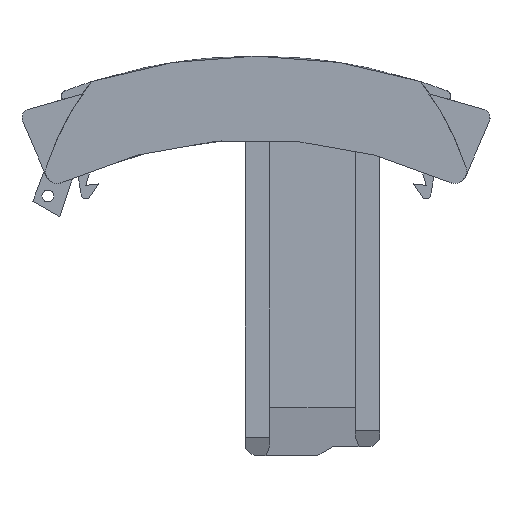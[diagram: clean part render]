
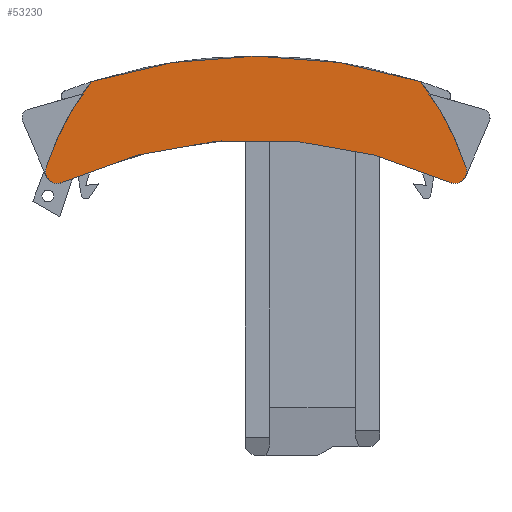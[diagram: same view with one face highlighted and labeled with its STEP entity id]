
A CAD part, left-side view. The second image highlights one B-rep face of the part: STEP entity #53230.
In plain terms, the highlighted planar face has unit normal (-1, 0, 0).
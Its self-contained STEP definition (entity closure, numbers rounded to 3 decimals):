
#17350=CARTESIAN_POINT('',(0.,71.783,
45.924));
#17360=VERTEX_POINT('',#17350);
#17390=CARTESIAN_POINT('',(0.,39.28,
-24.101));
#17400=DIRECTION('',(1.,0.,0.));
#17410=DIRECTION('',(0.,-0.995,
-0.105));
#17420=AXIS2_PLACEMENT_3D('',#17390,#17400,#17410);
#17430=CIRCLE('',#17420,77.2);
#17440=CARTESIAN_POINT('',(0.,6.777,
45.924));
#17450=VERTEX_POINT('',#17440);
#17460=EDGE_CURVE('',#17360,#17450,#17430,.T.);
#21870=CARTESIAN_POINT('',(0.,11.689,
62.825));
#21880=VERTEX_POINT('',#21870);
#21910=CARTESIAN_POINT('',(0.,39.28,
-24.101));
#21920=DIRECTION('',(-1.,0.,0.));
#21930=DIRECTION('',(0.,1.,0.));
#21940=AXIS2_PLACEMENT_3D('',#21910,#21920,#21930);
#21950=CIRCLE('',#21940,91.2);
#21960=CARTESIAN_POINT('',(0.,66.871,
62.825));
#21970=VERTEX_POINT('',#21960);
#21980=EDGE_CURVE('',#21880,#21970,#21950,.T.);
#50360=CARTESIAN_POINT('',(0.,5.935,
47.738));
#50370=DIRECTION('',(1.,0.,0.));
#50380=DIRECTION('',(0.,1.,0.));
#50390=AXIS2_PLACEMENT_3D('',#50360,#50370,#50380);
#50400=CIRCLE('',#50390,2.);
#50410=CARTESIAN_POINT('',(0.,4.031,
48.351));
#50420=VERTEX_POINT('',#50410);
#50430=EDGE_CURVE('',#50420,#17450,#50400,.T.);
#52770=CARTESIAN_POINT('',(0.,48.77,
33.947));
#52780=DIRECTION('',(1.,0.,0.));
#52790=DIRECTION('',(0.,-0.994,
-0.113));
#52800=AXIS2_PLACEMENT_3D('',#52770,#52780,#52790);
#52810=CIRCLE('',#52800,47.);
#52820=EDGE_CURVE('',#21880,#50420,#52810,.T.);
#52960=CARTESIAN_POINT('',(0.,39.28,
53.599));
#52970=DIRECTION('',(-1.,0.,0.));
#52980=DIRECTION('',(0.,-1.,0.));
#52990=AXIS2_PLACEMENT_3D('',#52960,#52970,#52980);
#53000=PLANE('',#52990);
#53010=CARTESIAN_POINT('',(0.,29.79,
33.947));
#53020=DIRECTION('',(-1.,0.,0.));
#53030=DIRECTION('',(0.,0.994,
-0.113));
#53040=AXIS2_PLACEMENT_3D('',#53010,#53020,#53030);
#53050=CIRCLE('',#53040,47.);
#53060=CARTESIAN_POINT('',(0.,74.528,
48.351));
#53070=VERTEX_POINT('',#53060);
#53080=EDGE_CURVE('',#21970,#53070,#53050,.T.);
#53090=ORIENTED_EDGE('',*,*,#53080,.T.);
#53100=ORIENTED_EDGE('',*,*,#21980,.T.);
#53110=ORIENTED_EDGE('',*,*,#52820,.F.);
#53120=ORIENTED_EDGE('',*,*,#50430,.F.);
#53130=ORIENTED_EDGE('',*,*,#17460,.T.);
#53140=CARTESIAN_POINT('',(0.,72.625,
47.738));
#53150=DIRECTION('',(-1.,0.,0.));
#53160=DIRECTION('',(0.,-1.,0.));
#53170=AXIS2_PLACEMENT_3D('',#53140,#53150,#53160);
#53180=CIRCLE('',#53170,2.);
#53190=EDGE_CURVE('',#53070,#17360,#53180,.T.);
#53200=ORIENTED_EDGE('',*,*,#53190,.T.);
#53210=EDGE_LOOP('',(#53200,#53130,#53120,#53110,#53100,#53090));
#53220=FACE_OUTER_BOUND('',#53210,.T.);
#53230=ADVANCED_FACE('',(#53220),#53000,.T.);
